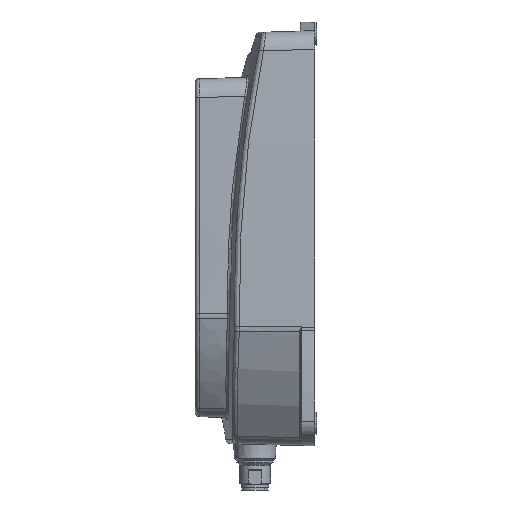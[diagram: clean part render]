
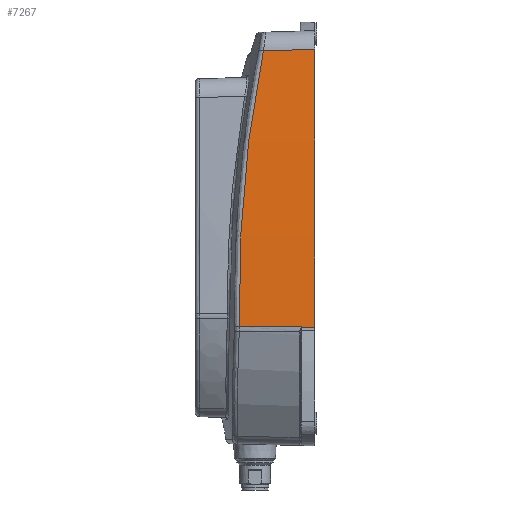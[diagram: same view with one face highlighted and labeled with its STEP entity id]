
A CAD part, left-side view. The second image highlights one B-rep face of the part: STEP entity #7267.
In plain terms, the highlighted conical face has half-angle 1.5 degrees and reference radius 1799.62 mm.
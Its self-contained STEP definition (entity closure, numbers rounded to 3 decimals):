
#251=CARTESIAN_POINT('',(1718.091,-3.5,-117.868));
#252=DIRECTION('',(0.,1.,0.));
#253=DIRECTION('',(-0.999,0.,0.046));
#254=AXIS2_PLACEMENT_3D('',#251,#252,#253);
#617=CARTESIAN_POINT('',(-71.312,16.22,72.332));
#1150=CARTESIAN_POINT('',(-79.191,25.548,
-33.984));
#1162=DIRECTION('',(0.026,1.,-0.001));
#1163=VECTOR('',#1162,24.043);
#1164=CARTESIAN_POINT('',(-79.82,1.513,
-33.955));
#1165=LINE('',#1164,#1163);
#1166=CARTESIAN_POINT('',(-79.191,25.548,
-33.984));
#1167=CARTESIAN_POINT('',(-78.92,25.63,
-28.207));
#1168=CARTESIAN_POINT('',(-78.352,25.624,
-17.191));
#1169=CARTESIAN_POINT('',(-77.409,25.152,
-1.451));
#1170=CARTESIAN_POINT('',(-76.449,24.33,12.76));
#1171=CARTESIAN_POINT('',(-75.497,23.25,25.55));
#1172=CARTESIAN_POINT('',(-74.572,21.993,37.028));
#1173=CARTESIAN_POINT('',(-73.688,20.622,47.308));
#1174=CARTESIAN_POINT('',(-72.853,19.19,56.503));
#1175=CARTESIAN_POINT('',(-72.07,17.737,64.729));
#1176=CARTESIAN_POINT('',(-71.558,16.723,69.892));
#1177=CARTESIAN_POINT('',(-71.312,16.22,72.332));
#1178=CARTESIAN_POINT('',(-71.312,16.22,72.332));
#1180=CARTESIAN_POINT('',(-71.312,16.22,72.332));
#1181=CARTESIAN_POINT('',(-71.363,14.048,72.389));
#1182=CARTESIAN_POINT('',(-71.466,9.691,72.503));
#1183=CARTESIAN_POINT('',(-71.622,3.041,72.678));
#1184=CARTESIAN_POINT('',(-71.725,-1.323,
72.793));
#1185=CARTESIAN_POINT('',(-71.776,-3.5,
72.85));
#1240=CARTESIAN_POINT('',(1718.091,1.513,-117.868));
#1241=DIRECTION('',(0.,-1.,0.));
#1242=DIRECTION('',(-0.999,0.,0.047));
#1243=AXIS2_PLACEMENT_3D('',#1240,#1241,#1242);
#1269=DIRECTION('',(-0.026,-1.,0.001));
#1270=VECTOR('',#1269,5.015);
#1271=CARTESIAN_POINT('',(-79.842,1.513,
-34.424));
#1272=LINE('',#1271,#1270);
#5495=CARTESIAN_POINT('',(-79.973,-3.5,-34.418));
#5496=VERTEX_POINT('',#5495);
#5497=CARTESIAN_POINT('',(-71.776,-3.5,72.85));
#5498=VERTEX_POINT('',#5497);
#5696=VERTEX_POINT('',#1150);
#5697=VERTEX_POINT('',#617);
#5721=CARTESIAN_POINT('',(-79.842,1.513,
-34.424));
#5722=VERTEX_POINT('',#5721);
#5726=CARTESIAN_POINT('',(-79.82,1.513,
-33.955));
#5727=VERTEX_POINT('',#5726);
#7251=CARTESIAN_POINT('',(1718.091,11.053,-117.868));
#7252=DIRECTION('',(0.,-1.,0.));
#7253=DIRECTION('',(1.,0.,0.));
#7254=AXIS2_PLACEMENT_3D('',#7251,#7252,#7253);
#7255=CONICAL_SURFACE('',#7254,1799.619,1.5);
#7257=ORIENTED_EDGE('',*,*,#7256,.T.);
#7258=ORIENTED_EDGE('',*,*,#7238,.T.);
#7259=ORIENTED_EDGE('',*,*,#6625,.T.);
#7260=ORIENTED_EDGE('',*,*,#6231,.F.);
#7262=ORIENTED_EDGE('',*,*,#7261,.F.);
#7264=ORIENTED_EDGE('',*,*,#7263,.F.);
#7265=EDGE_LOOP('',(#7257,#7258,#7259,#7260,#7262,#7264));
#7266=FACE_OUTER_BOUND('',#7265,.F.);
#7267=ADVANCED_FACE('',(#7266),#7255,.T.);
#255=CIRCLE('',#254,1800.);
#1179=B_SPLINE_CURVE_WITH_KNOTS('',3,(#1166,#1167,#1168,#1169,#1170,#1171,#1172,
#1173,#1174,#1175,#1176,#1177,#1178),.UNSPECIFIED.,.F.,.F.,(4,1,1,1,1,1,1,1,1,1,
4),(0.,0.162,0.309,0.441,
0.561,0.669,0.765,0.852,
0.93,1.,1.),.UNSPECIFIED.);
#1186=B_SPLINE_CURVE_WITH_KNOTS('',3,(#1180,#1181,#1182,#1183,#1184,#1185),
.UNSPECIFIED.,.F.,.F.,(4,1,1,4),(0.,0.333,0.667,1.),
.UNSPECIFIED.);
#1244=CIRCLE('',#1243,1799.869);
#6231=EDGE_CURVE('',#5496,#5498,#255,.T.);
#6625=EDGE_CURVE('',#5697,#5498,#1186,.T.);
#7238=EDGE_CURVE('',#5696,#5697,#1179,.T.);
#7256=EDGE_CURVE('',#5727,#5696,#1165,.T.);
#7261=EDGE_CURVE('',#5722,#5496,#1272,.T.);
#7263=EDGE_CURVE('',#5727,#5722,#1244,.T.);
